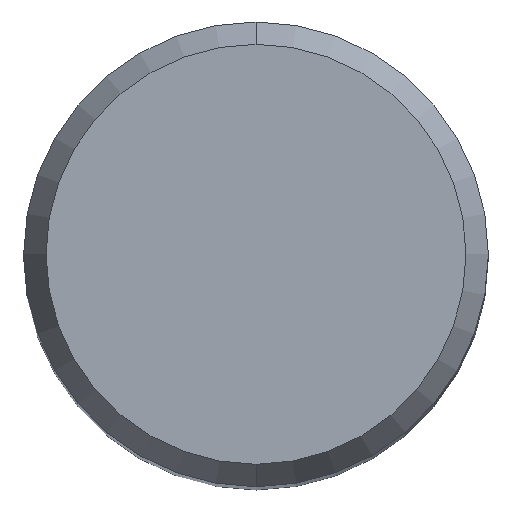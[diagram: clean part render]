
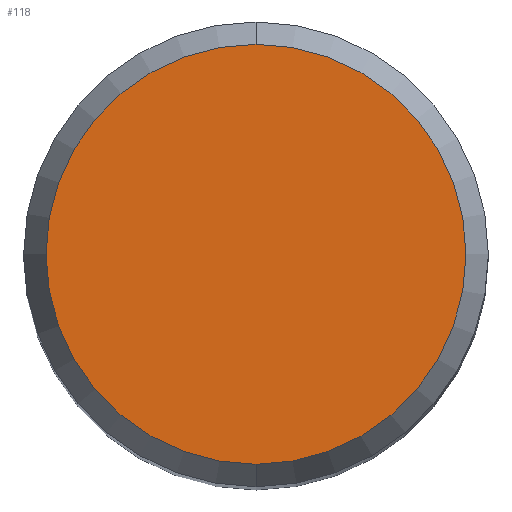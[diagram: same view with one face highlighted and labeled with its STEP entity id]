
A CAD part, top view. The second image highlights one B-rep face of the part: STEP entity #118.
In plain terms, the highlighted planar face has unit normal (0, 0, 1).
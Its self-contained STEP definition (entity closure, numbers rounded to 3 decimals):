
#118=ADVANCED_FACE('',(#261),#262,.T.);
#134=EDGE_CURVE('',#208,#178,#279,.T.);
#178=VERTEX_POINT('',#328);
#200=EDGE_CURVE('',#178,#208,#352,.T.);
#208=VERTEX_POINT('',#361);
#261=FACE_OUTER_BOUND('',#414,.T.);
#262=PLANE('',#415);
#279=CIRCLE('',#437,4.304);
#328=CARTESIAN_POINT('',(0.,-4.304,0.01));
#352=CIRCLE('',#529,4.304);
#361=CARTESIAN_POINT('',(0.0,4.304,0.01));
#414=EDGE_LOOP('',(#588,#589));
#415=AXIS2_PLACEMENT_3D('',#590,#591,#592);
#437=AXIS2_PLACEMENT_3D('',#612,#613,#614);
#529=AXIS2_PLACEMENT_3D('',#697,#698,#699);
#588=ORIENTED_EDGE('',*,*,#134,.F.);
#589=ORIENTED_EDGE('',*,*,#200,.F.);
#590=CARTESIAN_POINT('',(0.0,2.152,0.01));
#591=DIRECTION('',(-0.0,0.0,1.0));
#592=DIRECTION('',(0.0,-1.0,0.0));
#612=CARTESIAN_POINT('',(0.0,0.0,0.01));
#613=DIRECTION('',(0.0,0.0,-1.0));
#614=DIRECTION('',(0.0,1.0,0.0));
#697=CARTESIAN_POINT('',(0.0,0.0,0.01));
#698=DIRECTION('',(0.0,0.0,-1.0));
#699=DIRECTION('',(0.0,1.0,0.0));
